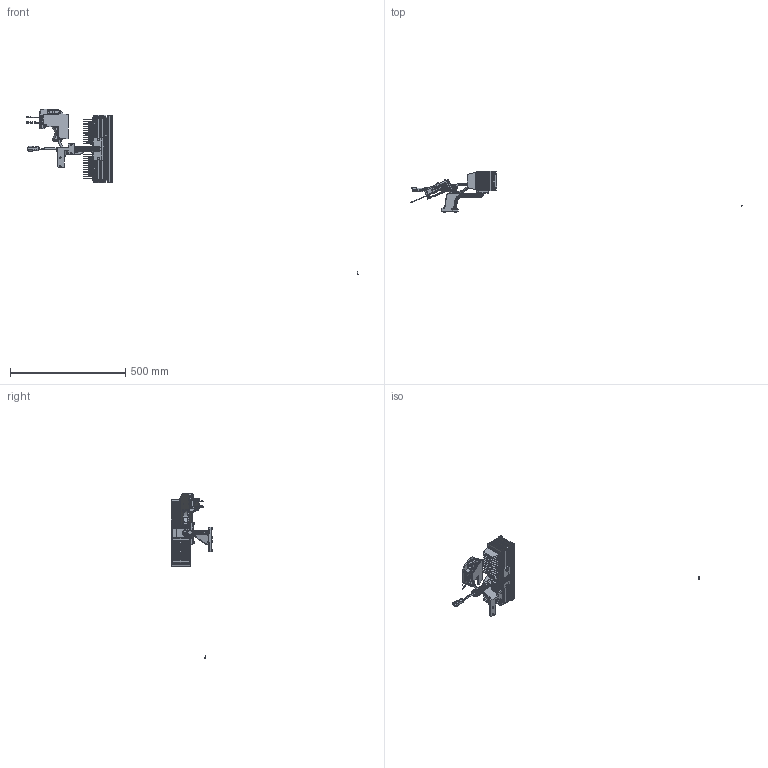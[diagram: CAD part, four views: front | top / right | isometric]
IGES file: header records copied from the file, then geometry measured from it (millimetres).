
Start section: SolidWorks IGES file using analytic representation for surfaces
Global section: file name: 7085_7086.IGS; native system: SolidWorks 2013; preprocessor: SolidWorks 2013; author: tmott; date: 141006.102107; units: inch
Bounding box: 1438.54 x 179.35 x 716.3 mm (x, y, z)
Surface area: 601747.4 mm2 (no closed solid volume)
Topology: 0 solids, 0 shells, 2492 faces, 23814 edges, 23761 vertices
Faces by surface type: bspline 1660, revolution 832
